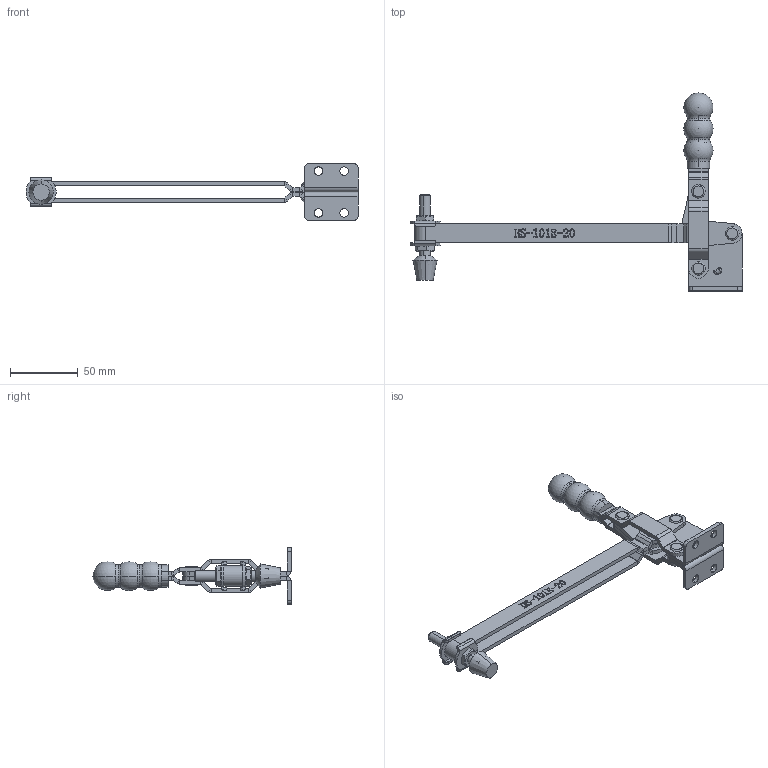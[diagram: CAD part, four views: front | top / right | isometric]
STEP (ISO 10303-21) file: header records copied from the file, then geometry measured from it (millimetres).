
FILE_DESCRIPTION (( 'STEP AP203' ), '1' );
FILE_NAME ('HS-101-E-20 .STEP', '2019-10-14T10:09:53', ( '微软用户' ), ( '微软中国' ), 'SwSTEP 2.0', 'SolidWorks 2012', '' );
FILE_SCHEMA (( 'CONFIG_CONTROL_DESIGN' ));
Length unit declared in the file: millimetre
Products named in the file (12): HS-101-E-20 ; FW-516; 101E-20揤參; hex thin nuts-grades ab-chamfered gb_GB_FASTENER_NUT_STNAB M8-N; hexagon head bolts-full thread gb_GB_FASTENER_BOLT_STBAB A M8X55-C; 揤輸; 种; 忒梟; 忒參; 蟀裝; 楊擘菁釱衵; 楊擘菁釱酘
Assembly tree (18 placements, depth 2):
  HS-101-E-20 
    楊擘菁釱酘
    楊擘菁釱衵
    蟀裝  x2
    忒參
    忒梟  x2
    种  x4
    揤輸
    hexagon head bolts-full thread gb_GB_FASTENER_BOLT_STBAB A M8X55-C
    hex thin nuts-grades ab-chamfered gb_GB_FASTENER_NUT_STNAB M8-N  x2
    101E-20揤參
    FW-516  x2
Bounding box: 245.31 x 146.39 x 42 mm (x, y, z)
Volume: 69703.1 mm3; surface area: 48919.7 mm2
Topology: 18 solids, 18 shells, 839 faces, 2110 edges, 1336 vertices
Faces by surface type: plane 483, cylinder 159, bspline 135, cone 30, torus 26, sphere 6
Entity records: 29043 total; most frequent: CARTESIAN_POINT 11415, ORIENTED_EDGE 3562, DIRECTION 2939, EDGE_CURVE 1781, LINE 1165, VECTOR 1165, VERTEX_POINT 1139, AXIS2_PLACEMENT_3D 887
